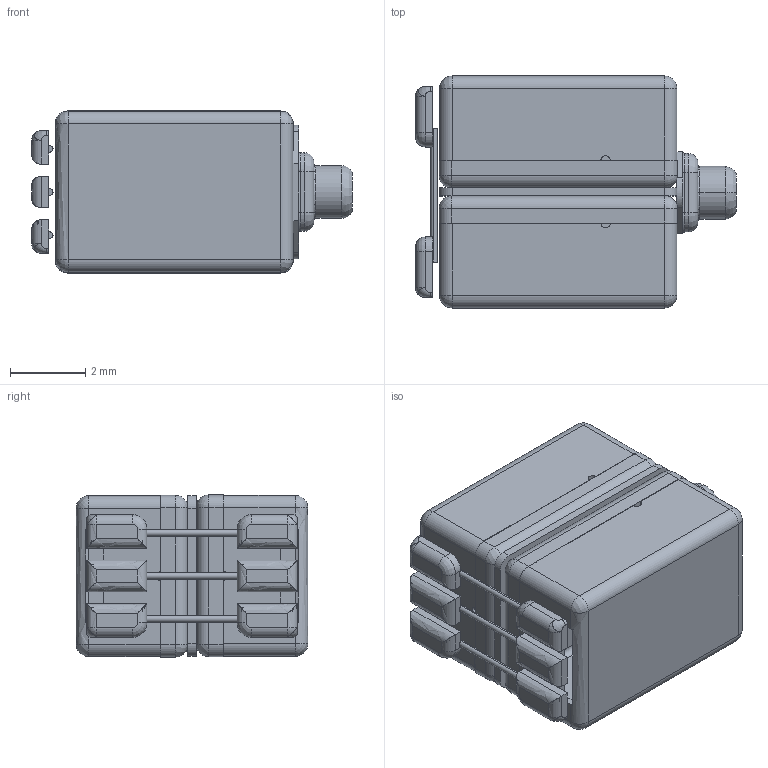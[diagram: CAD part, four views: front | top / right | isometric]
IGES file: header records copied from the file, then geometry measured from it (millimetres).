
Start section:  PTC IGES file: ej-23080-000_sw.igs
Global section: file name: ej-23080-000_sw.igs; native system: Pro/ENGINEER by Parametric Technology Corporation; preprocessor: 2011220; author: LYan; organization: Unknown; date: 20120523.142547; units: inch
Bounding box: 8.51 x 6.15 x 4.3 mm (x, y, z)
Surface area: 515.7 mm2 (no closed solid volume)
Topology: 0 solids, 0 shells, 378 faces, 1888 edges, 1888 vertices
Faces by surface type: revolution 208, bspline 170
